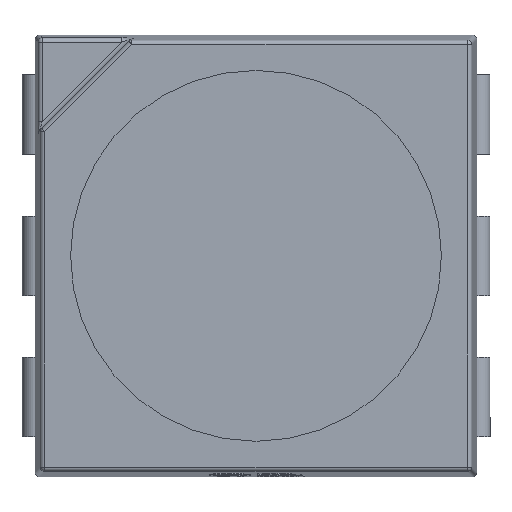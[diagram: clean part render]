
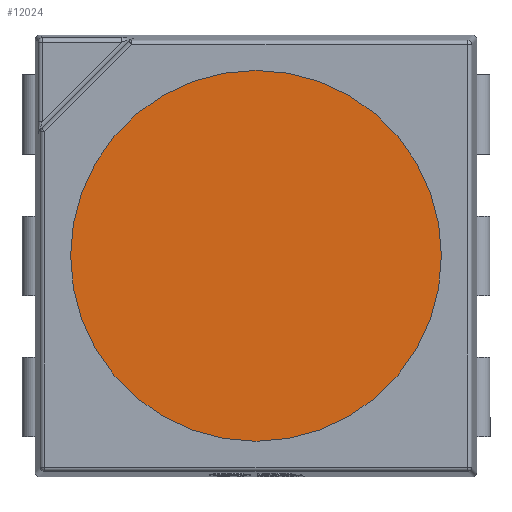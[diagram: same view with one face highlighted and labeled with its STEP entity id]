
A CAD part, top view. The second image highlights one B-rep face of the part: STEP entity #12024.
In plain terms, the highlighted planar face has unit normal (0, 0, 1).
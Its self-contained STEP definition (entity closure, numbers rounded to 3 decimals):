
#185 = CARTESIAN_POINT ( 'NONE',  ( 0., 0., 1.4 ) ) ;
#2214 = AXIS2_PLACEMENT_3D ( 'NONE', #9754, #15244, #12373 ) ;
#2452 = EDGE_LOOP ( 'NONE', ( #7714, #11721 ) ) ;
#2640 = FACE_OUTER_BOUND ( 'NONE', #2452, .T. ) ;
#3300 = VERTEX_POINT ( 'NONE', #10144 ) ;
#5363 = AXIS2_PLACEMENT_3D ( 'NONE', #185, #11147, #13424 ) ;
#7714 = ORIENTED_EDGE ( 'NONE', *, *, #12730, .T. ) ;
#8104 = AXIS2_PLACEMENT_3D ( 'NONE', #11214, #12212, #13633 ) ;
#8129 = PLANE ( 'NONE',  #8104 ) ;
#9589 = EDGE_CURVE ( 'NONE', #15793, #3300, #9803, .T. ) ;
#9754 = CARTESIAN_POINT ( 'NONE',  ( 0., 0., 1.4 ) ) ;
#9803 = CIRCLE ( 'NONE', #2214, 2.1 ) ;
#10144 = CARTESIAN_POINT ( 'NONE',  ( -2.1, 0., 1.4 ) ) ;
#11147 = DIRECTION ( 'NONE',  ( 0., 0., 1. ) ) ;
#11214 = CARTESIAN_POINT ( 'NONE',  ( 0., 0., 1.4 ) ) ;
#11721 = ORIENTED_EDGE ( 'NONE', *, *, #9589, .T. ) ;
#12024 = ADVANCED_FACE ( 'NONE', ( #2640 ), #8129, .T. ) ;
#12073 = CIRCLE ( 'NONE', #5363, 2.1 ) ;
#12212 = DIRECTION ( 'NONE',  ( 0., 0., 1. ) ) ;
#12373 = DIRECTION ( 'NONE',  ( 1., 0., 0. ) ) ;
#12730 = EDGE_CURVE ( 'NONE', #3300, #15793, #12073, .T. ) ;
#13424 = DIRECTION ( 'NONE',  ( 1., 0., 0. ) ) ;
#13633 = DIRECTION ( 'NONE',  ( 1., 0., 0. ) ) ;
#14741 = CARTESIAN_POINT ( 'NONE',  ( 2.1, 0., 1.4 ) ) ;
#15244 = DIRECTION ( 'NONE',  ( 0., 0., 1. ) ) ;
#15793 = VERTEX_POINT ( 'NONE', #14741 ) ;
